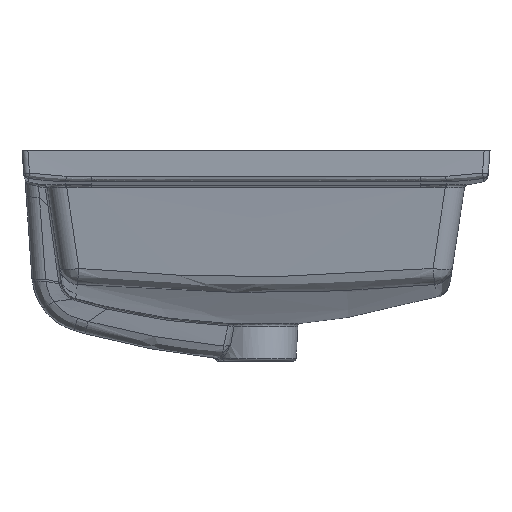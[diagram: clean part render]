
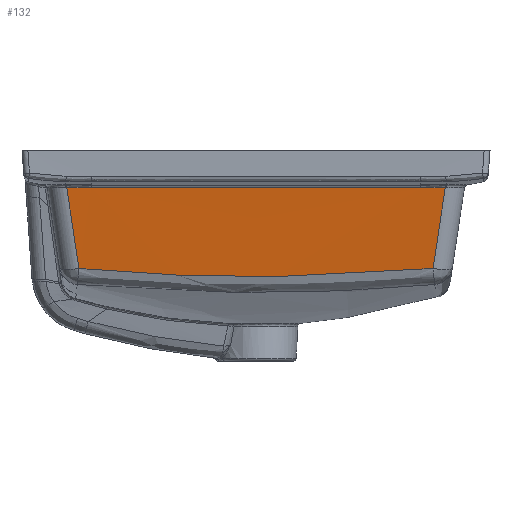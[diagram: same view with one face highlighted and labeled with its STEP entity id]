
A CAD part, left-side view. The second image highlights one B-rep face of the part: STEP entity #132.
In plain terms, the highlighted free-form (B-spline) face has degree [3, 3] with [4, 7] control points.
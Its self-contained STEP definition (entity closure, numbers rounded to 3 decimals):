
#132=ADVANCED_FACE('',(#425),#3999,.T.);
#425=FACE_OUTER_BOUND('',#720,.T.);
#720=EDGE_LOOP('',(#1488,#1489,#1490,#1491,#1492,#1493));
#1488=ORIENTED_EDGE('',*,*,#2547,.T.);
#1489=ORIENTED_EDGE('',*,*,#2538,.F.);
#1490=ORIENTED_EDGE('',*,*,#2587,.F.);
#1491=ORIENTED_EDGE('',*,*,#2585,.F.);
#1492=ORIENTED_EDGE('',*,*,#2546,.F.);
#1493=ORIENTED_EDGE('',*,*,#2548,.F.);
#2538=EDGE_CURVE('',#3835,#3834,#3174,.T.);
#2546=EDGE_CURVE('',#3841,#3842,#3181,.T.);
#2547=EDGE_CURVE('',#3840,#3834,#3182,.T.);
#2548=EDGE_CURVE('',#3840,#3841,#3512,.T.);
#2585=EDGE_CURVE('',#3842,#3843,#3213,.T.);
#2587=EDGE_CURVE('',#3843,#3835,#3215,.T.);
#3174=B_SPLINE_CURVE_WITH_KNOTS('',1,(#15124,#15125),.UNSPECIFIED.,.F.,
 .F.,(2,2),(-70.514,0.),.UNSPECIFIED.);
#3181=B_SPLINE_CURVE_WITH_KNOTS('',3,(#15154,#15155,#15156,#15157),
 .UNSPECIFIED.,.F.,.F.,(4,4),(0.,21.017),.UNSPECIFIED.);
#3182=B_SPLINE_CURVE_WITH_KNOTS('',3,(#15158,#15159,#15160,#15161),
 .UNSPECIFIED.,.F.,.F.,(4,4),(-21.017,0.),.UNSPECIFIED.);
#3213=B_SPLINE_CURVE_WITH_KNOTS('',1,(#15339,#15340),.UNSPECIFIED.,.F.,
 .F.,(2,2),(-70.515,0.),.UNSPECIFIED.);
#3215=B_SPLINE_CURVE_WITH_KNOTS('',3,(#15350,#15351,#15352,#15353,#15354),
 .UNSPECIFIED.,.F.,.F.,(4,1,4),(-302.895,-151.448,0.),
 .UNSPECIFIED.);
#3512=(
BOUNDED_CURVE()
B_SPLINE_CURVE(2,(#15162,#15163,#15164),.UNSPECIFIED.,.F.,.F.)
B_SPLINE_CURVE_WITH_KNOTS((3,3),(-281.1,0.),.UNSPECIFIED.)
CURVE()
GEOMETRIC_REPRESENTATION_ITEM()
RATIONAL_B_SPLINE_CURVE((1.,1.,1.))
REPRESENTATION_ITEM('')
);
#3834=VERTEX_POINT('',#13486);
#3835=VERTEX_POINT('',#13487);
#3840=VERTEX_POINT('',#13492);
#3841=VERTEX_POINT('',#13493);
#3842=VERTEX_POINT('',#13494);
#3843=VERTEX_POINT('',#13495);
#3999=B_SPLINE_SURFACE_WITH_KNOTS('',3,3,((#7562,#7563,#7564,#7565,#7566,
#7567,#7568),(#7569,#7570,#7571,#7572,#7573,#7574,#7575),(#7576,#7577,#7578,
#7579,#7580,#7581,#7582),(#7583,#7584,#7585,#7586,#7587,#7588,#7589)),
 .UNSPECIFIED.,.F.,.F.,.F.,(4,4),(4,1,1,1,4),(0.,80.894),(0.,
3.241,168.448,333.656,336.897),
 .UNSPECIFIED.);
#7562=CARTESIAN_POINT('',(-218.162,-157.62,-103.821));
#7563=CARTESIAN_POINT('',(-218.152,-156.611,-103.895));
#7564=CARTESIAN_POINT('',(-217.602,-104.178,-107.664));
#7565=CARTESIAN_POINT('',(-217.177,0.,-110.768));
#7566=CARTESIAN_POINT('',(-217.602,104.178,-107.664));
#7567=CARTESIAN_POINT('',(-218.152,156.611,-103.895));
#7568=CARTESIAN_POINT('',(-218.162,157.62,-103.822));
#7569=CARTESIAN_POINT('',(-222.214,-161.225,-78.836));
#7570=CARTESIAN_POINT('',(-222.205,-160.192,-78.891));
#7571=CARTESIAN_POINT('',(-221.732,-106.524,-81.734));
#7572=CARTESIAN_POINT('',(-221.343,0.,-84.128));
#7573=CARTESIAN_POINT('',(-221.732,106.524,-81.734));
#7574=CARTESIAN_POINT('',(-222.205,160.192,-78.891));
#7575=CARTESIAN_POINT('',(-222.214,161.225,-78.836));
#7576=CARTESIAN_POINT('',(-226.267,-164.829,-53.85));
#7577=CARTESIAN_POINT('',(-226.259,-163.773,-53.887));
#7578=CARTESIAN_POINT('',(-225.861,-108.87,-55.804));
#7579=CARTESIAN_POINT('',(-225.509,0.,-57.487));
#7580=CARTESIAN_POINT('',(-225.861,108.87,-55.804));
#7581=CARTESIAN_POINT('',(-226.259,163.773,-53.887));
#7582=CARTESIAN_POINT('',(-226.267,164.829,-53.85));
#7583=CARTESIAN_POINT('',(-230.319,-168.434,-28.864));
#7584=CARTESIAN_POINT('',(-230.313,-167.354,-28.884));
#7585=CARTESIAN_POINT('',(-229.991,-111.215,-29.874));
#7586=CARTESIAN_POINT('',(-229.675,0.,-30.846));
#7587=CARTESIAN_POINT('',(-229.991,111.215,-29.874));
#7588=CARTESIAN_POINT('',(-230.313,167.354,-28.884));
#7589=CARTESIAN_POINT('',(-230.319,168.434,-28.864));
#13486=CARTESIAN_POINT('',(-229.825,161.567,-31.803));
#13487=CARTESIAN_POINT('',(-218.685,151.109,-100.641));
#13492=CARTESIAN_POINT('',(-229.758,140.55,-31.89));
#13493=CARTESIAN_POINT('',(-229.758,-140.55,-31.889));
#13494=CARTESIAN_POINT('',(-229.825,-161.567,-31.803));
#13495=CARTESIAN_POINT('',(-218.685,-151.109,-100.642));
#15124=CARTESIAN_POINT('',(-218.685,151.109,-100.641));
#15125=CARTESIAN_POINT('',(-229.825,161.567,-31.803));
#15154=CARTESIAN_POINT('',(-229.758,-140.55,-31.889));
#15155=CARTESIAN_POINT('',(-229.774,-147.554,-31.89));
#15156=CARTESIAN_POINT('',(-229.793,-154.559,-31.884));
#15157=CARTESIAN_POINT('',(-229.825,-161.567,-31.803));
#15158=CARTESIAN_POINT('',(-229.758,140.55,-31.89));
#15159=CARTESIAN_POINT('',(-229.774,147.554,-31.891));
#15160=CARTESIAN_POINT('',(-229.793,154.559,-31.884));
#15161=CARTESIAN_POINT('',(-229.825,161.567,-31.803));
#15162=CARTESIAN_POINT('',(-229.758,140.55,-31.89));
#15163=CARTESIAN_POINT('',(-229.413,0.,-31.959));
#15164=CARTESIAN_POINT('',(-229.758,-140.55,-31.889));
#15339=CARTESIAN_POINT('',(-229.825,-161.567,-31.803));
#15340=CARTESIAN_POINT('',(-218.685,-151.109,-100.642));
#15350=CARTESIAN_POINT('',(-218.685,-151.109,-100.642));
#15351=CARTESIAN_POINT('',(-217.985,-100.876,-105.251));
#15352=CARTESIAN_POINT('',(-217.269,0.,-110.179));
#15353=CARTESIAN_POINT('',(-217.985,100.876,-105.251));
#15354=CARTESIAN_POINT('',(-218.685,151.109,-100.641));
